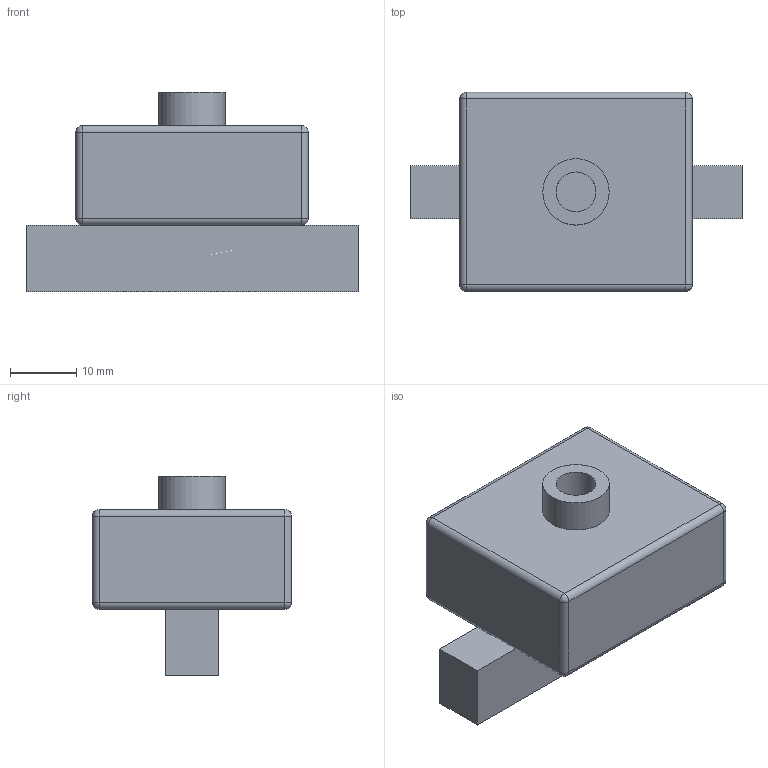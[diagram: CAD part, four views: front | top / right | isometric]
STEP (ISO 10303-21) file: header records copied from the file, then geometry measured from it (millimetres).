
FILE_DESCRIPTION(('FreeCAD Model'),'2;1');
FILE_NAME('Open CASCADE Shape Model','2024-12-23T14:15:57',(''),(''), 'Open CASCADE STEP processor 7.8','FreeCAD','Unknown');
FILE_SCHEMA(('AUTOMOTIVE_DESIGN { 1 0 10303 214 1 1 1 1 }'));
Length unit declared in the file: millimetre
Products named in the file (1): PART_7_EE body
Bounding box: 50 x 30 x 30 mm (x, y, z)
Volume: 19934 mm3; surface area: 6223.4 mm2
Topology: 3 solids, 3 shells, 36 faces, 74 edges, 36 vertices
Faces by surface type: cylinder 14, plane 14, sphere 8
Full cylindrical faces by diameter (mm): 6 x1, 10 x1
Entity records: 906 total; most frequent: DIRECTION 168, CARTESIAN_POINT 139, ORIENTED_EDGE 132, EDGE_CURVE 66, AXIS2_PLACEMENT_3D 65, FACE_BOUND 38, EDGE_LOOP 38, LINE 38
